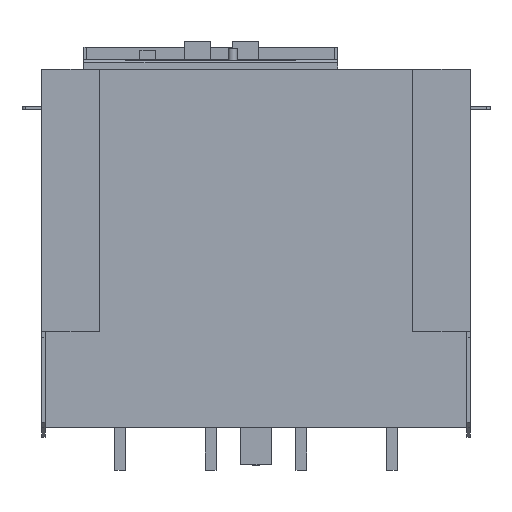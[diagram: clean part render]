
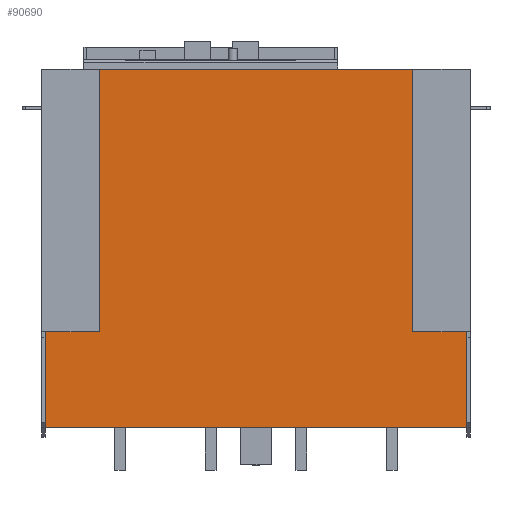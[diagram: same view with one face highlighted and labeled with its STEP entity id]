
A CAD part, front view. The second image highlights one B-rep face of the part: STEP entity #90690.
In plain terms, the highlighted planar face has unit normal (0, -1, 0).
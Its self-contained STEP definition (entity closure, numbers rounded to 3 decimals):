
#89140=CARTESIAN_POINT('',(1740.31,195.666,-345.));
#89150=VERTEX_POINT('',#89140);
#89180=CARTESIAN_POINT('',(1740.31,195.666,0.));
#89190=DIRECTION('',(0.,0.,-1.));
#89200=VECTOR('',#89190,1.);
#89210=LINE('',#89180,#89200);
#89220=CARTESIAN_POINT('',(1740.31,195.666,-9.));
#89230=VERTEX_POINT('',#89220);
#89240=EDGE_CURVE('',#89230,#89150,#89210,.T.);
#89930=CARTESIAN_POINT('',(1344.7,195.666,-9.));
#89940=VERTEX_POINT('',#89930);
#89970=CARTESIAN_POINT('',(1344.7,195.666,0.));
#89980=DIRECTION('',(0.,0.,1.));
#89990=VECTOR('',#89980,1.);
#90000=LINE('',#89970,#89990);
#90010=CARTESIAN_POINT('',(1344.7,195.666,-345.));
#90020=VERTEX_POINT('',#90010);
#90030=EDGE_CURVE('',#90020,#89940,#90000,.T.);
#90420=CARTESIAN_POINT('',(0.,195.666,-9.));
#90430=DIRECTION('',(1.,0.,0.));
#90440=VECTOR('',#90430,1.);
#90450=LINE('',#90420,#90440);
#90460=EDGE_CURVE('',#89940,#89230,#90450,.T.);
#90530=CARTESIAN_POINT('',(1658.51,195.666,-345.));
#90540=DIRECTION('',(0.,1.,0.));
#90550=DIRECTION('',(0.,0.,-1.));
#90560=AXIS2_PLACEMENT_3D('',#90530,#90540,#90550);
#90570=PLANE('',#90560);
#90580=ORIENTED_EDGE('',*,*,#89240,.F.);
#90590=CARTESIAN_POINT('',(0.,195.666,-345.));
#90600=DIRECTION('',(-1.,0.,0.));
#90610=VECTOR('',#90600,1.);
#90620=LINE('',#90590,#90610);
#90630=EDGE_CURVE('',#89150,#90020,#90620,.T.);
#90640=ORIENTED_EDGE('',*,*,#90630,.F.);
#90650=ORIENTED_EDGE('',*,*,#90030,.F.);
#90660=ORIENTED_EDGE('',*,*,#90460,.F.);
#90670=EDGE_LOOP('',(#90660,#90650,#90640,#90580));
#90680=FACE_OUTER_BOUND('',#90670,.T.);
#90690=ADVANCED_FACE('',(#90680),#90570,.F.);
